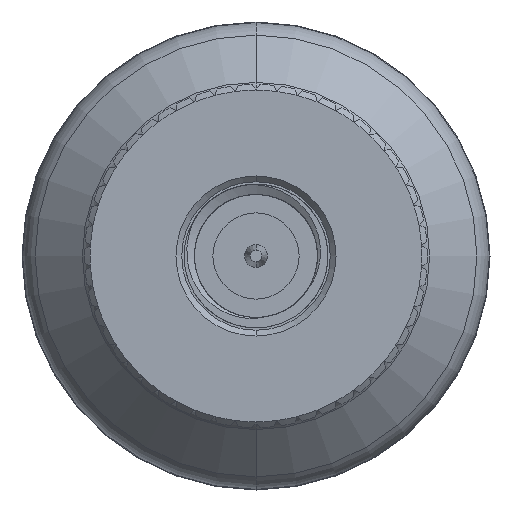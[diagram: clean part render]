
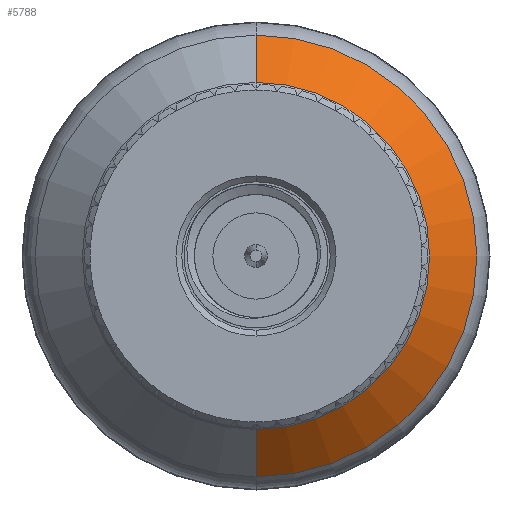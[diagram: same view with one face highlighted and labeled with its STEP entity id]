
A CAD part, front view. The second image highlights one B-rep face of the part: STEP entity #5788.
In plain terms, the highlighted conical face has half-angle 45 degrees and reference radius 7.668 mm.
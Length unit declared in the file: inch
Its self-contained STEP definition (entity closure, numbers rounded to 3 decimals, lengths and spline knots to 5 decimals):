
#50 = CARTESIAN_POINT ( 'NONE',  ( 0., 5.41595, 0.30187 ) ) ;
#146 = EDGE_CURVE ( 'NONE', #14835, #6559, #11603, .T. ) ;
#341 = CARTESIAN_POINT ( 'NONE',  ( 0., 5.41595, 0. ) ) ;
#2000 = AXIS2_PLACEMENT_3D ( 'NONE', #3706, #10055, #16392 ) ;
#2030 = FACE_OUTER_BOUND ( 'NONE', #5009, .T. ) ;
#2241 = CIRCLE ( 'NONE', #18534, 0.38403 ) ;
#2552 = DIRECTION ( 'NONE',  ( 0., 0.707, -0.707 ) ) ;
#3642 = CONICAL_SURFACE ( 'NONE', #4970, 0.30187, 0.785 ) ;
#3706 = CARTESIAN_POINT ( 'NONE',  ( 0., 5.41595, 0. ) ) ;
#4970 = AXIS2_PLACEMENT_3D ( 'NONE', #341, #8471, #8368 ) ;
#5009 = EDGE_LOOP ( 'NONE', ( #6250, #15329, #15715, #12704 ) ) ;
#5783 = LINE ( 'NONE', #14935, #6911 ) ;
#5788 = ADVANCED_FACE ( 'NONE', ( #2030 ), #3642, .T. ) ;
#6192 = VECTOR ( 'NONE', #12760, 39.37008 ) ;
#6250 = ORIENTED_EDGE ( 'NONE', *, *, #146, .F. ) ;
#6559 = VERTEX_POINT ( 'NONE', #18784 ) ;
#6911 = VECTOR ( 'NONE', #2552, 39.37008 ) ;
#7964 = LINE ( 'NONE', #50, #6192 ) ;
#8208 = EDGE_CURVE ( 'NONE', #6559, #15898, #7964, .T. ) ;
#8368 = DIRECTION ( 'NONE',  ( 0., 0., 1. ) ) ;
#8471 = DIRECTION ( 'NONE',  ( 0., 1., 0. ) ) ;
#8561 = CARTESIAN_POINT ( 'NONE',  ( 0., 5.49811, 0. ) ) ;
#8768 = EDGE_CURVE ( 'NONE', #20341, #15898, #2241, .T. ) ;
#9357 = CARTESIAN_POINT ( 'NONE',  ( 0., 5.49811, 0.38403 ) ) ;
#10055 = DIRECTION ( 'NONE',  ( 0., -1., 0. ) ) ;
#11603 = CIRCLE ( 'NONE', #2000, 0.30187 ) ;
#12704 = ORIENTED_EDGE ( 'NONE', *, *, #8208, .F. ) ;
#12760 = DIRECTION ( 'NONE',  ( 0., 0.707, 0.707 ) ) ;
#14835 = VERTEX_POINT ( 'NONE', #18634 ) ;
#14902 = DIRECTION ( 'NONE',  ( 0., -1., 0. ) ) ;
#14935 = CARTESIAN_POINT ( 'NONE',  ( 0., 5.41595, -0.30187 ) ) ;
#15242 = CARTESIAN_POINT ( 'NONE',  ( 0., 5.49811, -0.38403 ) ) ;
#15329 = ORIENTED_EDGE ( 'NONE', *, *, #18474, .T. ) ;
#15715 = ORIENTED_EDGE ( 'NONE', *, *, #8768, .T. ) ;
#15898 = VERTEX_POINT ( 'NONE', #9357 ) ;
#16392 = DIRECTION ( 'NONE',  ( 0., 0., -1. ) ) ;
#17821 = DIRECTION ( 'NONE',  ( 0., 0., -1. ) ) ;
#18474 = EDGE_CURVE ( 'NONE', #14835, #20341, #5783, .T. ) ;
#18534 = AXIS2_PLACEMENT_3D ( 'NONE', #8561, #14902, #17821 ) ;
#18634 = CARTESIAN_POINT ( 'NONE',  ( 0., 5.41595, -0.30187 ) ) ;
#18784 = CARTESIAN_POINT ( 'NONE',  ( 0., 5.41595, 0.30187 ) ) ;
#20341 = VERTEX_POINT ( 'NONE', #15242 ) ;
